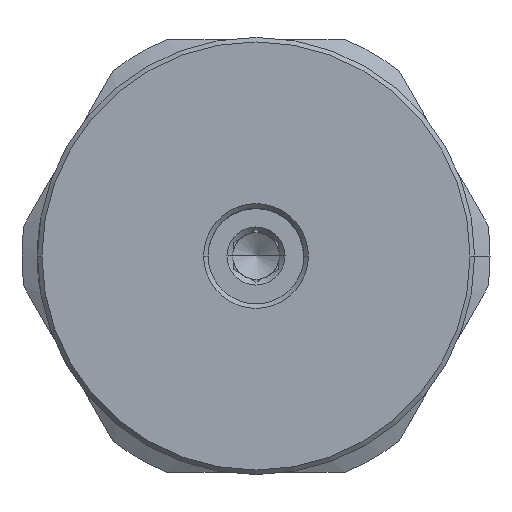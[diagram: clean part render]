
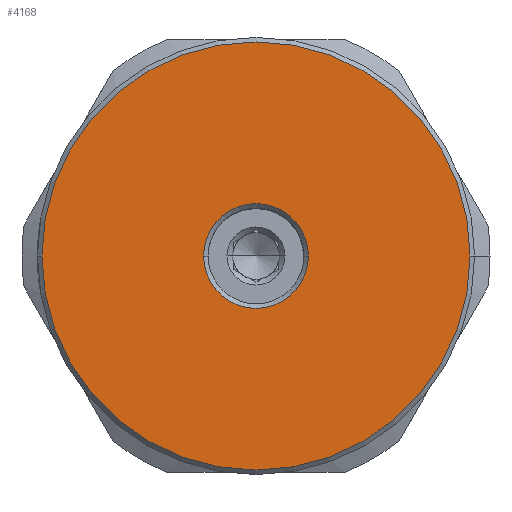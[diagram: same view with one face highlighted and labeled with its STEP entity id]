
A CAD part, left-side view. The second image highlights one B-rep face of the part: STEP entity #4168.
In plain terms, the highlighted planar face has unit normal (-1, 0, 0).
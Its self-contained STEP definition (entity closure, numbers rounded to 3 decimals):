
#774 = CARTESIAN_POINT ( 'NONE',  ( -100.451, 0., 0. ) ) ;
#1733 = DIRECTION ( 'NONE',  ( 0., -1., 0. ) ) ;
#2090 = CIRCLE ( 'NONE', #18970, 4.6 ) ;
#2188 = DIRECTION ( 'NONE',  ( -1., 0., 0. ) ) ;
#2334 = EDGE_LOOP ( 'NONE', ( #25820, #18543 ) ) ;
#2856 = CIRCLE ( 'NONE', #25710, 18.8 ) ;
#3254 = DIRECTION ( 'NONE',  ( 0., -1., 0. ) ) ;
#3385 = EDGE_CURVE ( 'NONE', #12514, #7752, #2090, .T. ) ;
#3732 = EDGE_CURVE ( 'NONE', #7752, #12514, #18910, .T. ) ;
#4168 = ADVANCED_FACE ( 'NONE', ( #16605, #4710 ), #20952, .F. ) ;
#4211 = CARTESIAN_POINT ( 'NONE',  ( -100.451, 0., 0. ) ) ;
#4710 = FACE_OUTER_BOUND ( 'NONE', #2334, .T. ) ;
#6482 = VERTEX_POINT ( 'NONE', #17426 ) ;
#6822 = DIRECTION ( 'NONE',  ( 1., 0., 0. ) ) ;
#7752 = VERTEX_POINT ( 'NONE', #10130 ) ;
#7997 = DIRECTION ( 'NONE',  ( 1., 0., 0. ) ) ;
#8598 = VERTEX_POINT ( 'NONE', #16729 ) ;
#10130 = CARTESIAN_POINT ( 'NONE',  ( -100.451, -4.6, 0. ) ) ;
#10149 = DIRECTION ( 'NONE',  ( 0., -1., 0. ) ) ;
#11351 = AXIS2_PLACEMENT_3D ( 'NONE', #15251, #6822, #19665 ) ;
#11853 = EDGE_CURVE ( 'NONE', #6482, #8598, #15137, .T. ) ;
#12079 = AXIS2_PLACEMENT_3D ( 'NONE', #774, #13777, #3254 ) ;
#12514 = VERTEX_POINT ( 'NONE', #25804 ) ;
#13777 = DIRECTION ( 'NONE',  ( -1., 0., 0. ) ) ;
#13806 = EDGE_LOOP ( 'NONE', ( #22951, #17826 ) ) ;
#14395 = CARTESIAN_POINT ( 'NONE',  ( -100.451, 0., 0. ) ) ;
#15137 = CIRCLE ( 'NONE', #12079, 18.8 ) ;
#15251 = CARTESIAN_POINT ( 'NONE',  ( -100.451, 0., 0. ) ) ;
#16605 = FACE_BOUND ( 'NONE', #13806, .T. ) ;
#16729 = CARTESIAN_POINT ( 'NONE',  ( -100.451, -18.8, 0. ) ) ;
#17426 = CARTESIAN_POINT ( 'NONE',  ( -100.451, 18.8, 0. ) ) ;
#17826 = ORIENTED_EDGE ( 'NONE', *, *, #3732, .T. ) ;
#18543 = ORIENTED_EDGE ( 'NONE', *, *, #11853, .T. ) ;
#18910 = CIRCLE ( 'NONE', #11351, 4.6 ) ;
#18970 = AXIS2_PLACEMENT_3D ( 'NONE', #22643, #22930, #10149 ) ;
#18994 = DIRECTION ( 'NONE',  ( 0., -1., 0. ) ) ;
#19665 = DIRECTION ( 'NONE',  ( 0., -1., 0. ) ) ;
#20952 = PLANE ( 'NONE',  #26487 ) ;
#22643 = CARTESIAN_POINT ( 'NONE',  ( -100.451, 0., 0. ) ) ;
#22840 = EDGE_CURVE ( 'NONE', #8598, #6482, #2856, .T. ) ;
#22930 = DIRECTION ( 'NONE',  ( 1., 0., 0. ) ) ;
#22951 = ORIENTED_EDGE ( 'NONE', *, *, #3385, .T. ) ;
#25710 = AXIS2_PLACEMENT_3D ( 'NONE', #4211, #2188, #18994 ) ;
#25804 = CARTESIAN_POINT ( 'NONE',  ( -100.451, 4.6, 0. ) ) ;
#25820 = ORIENTED_EDGE ( 'NONE', *, *, #22840, .T. ) ;
#26487 = AXIS2_PLACEMENT_3D ( 'NONE', #14395, #7997, #1733 ) ;
